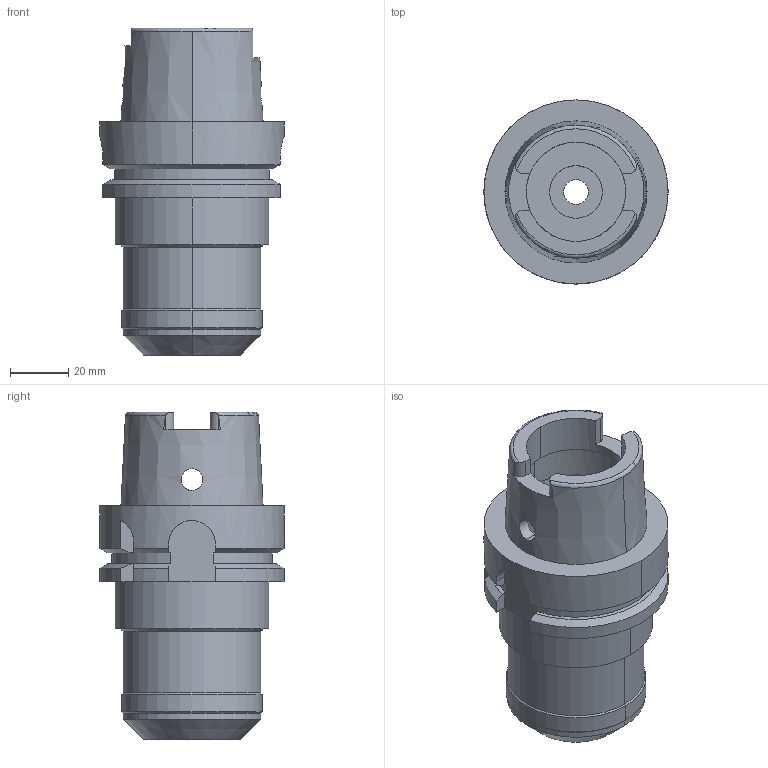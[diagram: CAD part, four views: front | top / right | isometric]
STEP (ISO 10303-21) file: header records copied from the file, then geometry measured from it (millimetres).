
FILE_DESCRIPTION((''),'2;1');
FILE_NAME('HSK-A63-ISL16-80','2019-07-01T',('ykawabe'),(''),'CREO PARAMETRIC BY PTC INC, 2016380','CREO PARAMETRIC BY PTC INC, 2016380','');
FILE_SCHEMA(('AUTOMOTIVE_DESIGN { 1 0 10303 214 1 1 1 1 }'));
Length unit declared in the file: millimetre
Products named in the file (1): HSK-A63-ISL16-80
Bounding box: 63 x 63 x 112 mm (x, y, z)
Volume: 169030.9 mm3; surface area: 32561.7 mm2
Topology: 1 solids, 1 shells, 101 faces, 281 edges, 185 vertices
Faces by surface type: cylinder 41, plane 38, cone 18, torus 4
Entity records: 4488 total; most frequent: CARTESIAN_POINT 876, DIRECTION 568, ORIENTED_EDGE 562, PRESENTATION_STYLE_ASSIGNMENT 286, STYLED_ITEM 286, CURVE_STYLE 285, EDGE_CURVE 281, AXIS2_PLACEMENT_3D 221
